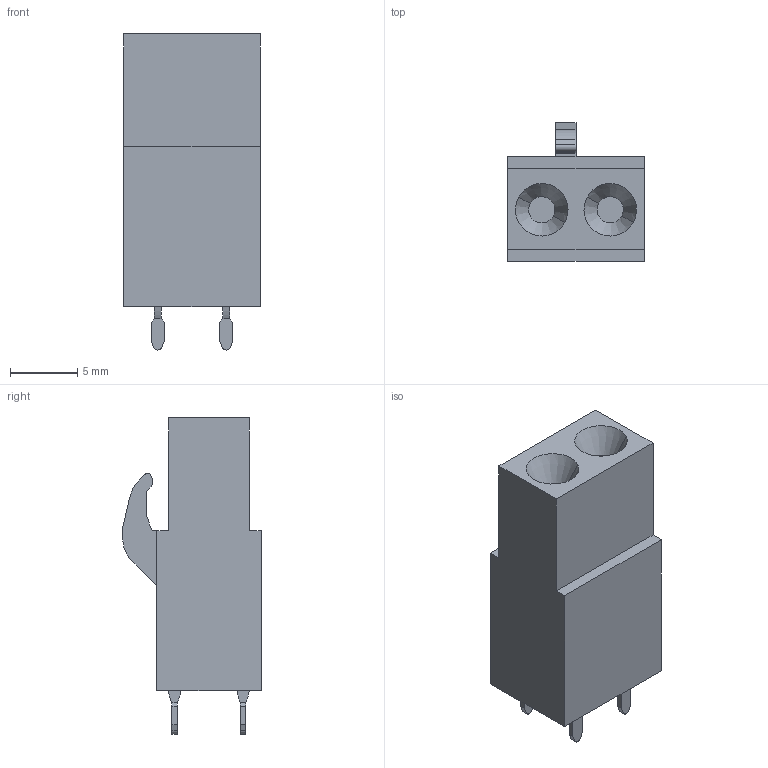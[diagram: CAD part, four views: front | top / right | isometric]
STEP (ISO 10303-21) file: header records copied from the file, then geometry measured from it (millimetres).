
FILE_DESCRIPTION(('CATIA V5 STEP','CAx-IF Rec.Pracs.--- Model Styling and Organization---1.2---2011-12-15'),'2;1');
FILE_NAME ('D1453890_0', '2018-09-01T02:48:05+00:00', ('none'), ('Weidmueller'), 'CATIA Version 5-6 Release 2014', 'CATIA V5 STEP AP214', 'none');
FILE_SCHEMA(('AUTOMOTIVE_DESIGN { 1 0 10303 214 1 1 1 1 }'));
Length unit declared in the file: millimetre
Products named in the file (1): 1630710000
Bounding box: 10.16 x 10.28 x 23.45 mm (x, y, z)
Volume: 1442 mm3; surface area: 965.4 mm2
Topology: 5 solids, 5 shells, 122 faces, 291 edges, 186 vertices
Faces by surface type: plane 99, cylinder 19, cone 4
Entity records: 3293 total; most frequent: ORIENTED_EDGE 582, CARTESIAN_POINT 569, DIRECTION 473, EDGE_CURVE 291, VECTOR 245, LINE 245, VERTEX_POINT 186, AXIS2_PLACEMENT_3D 138
